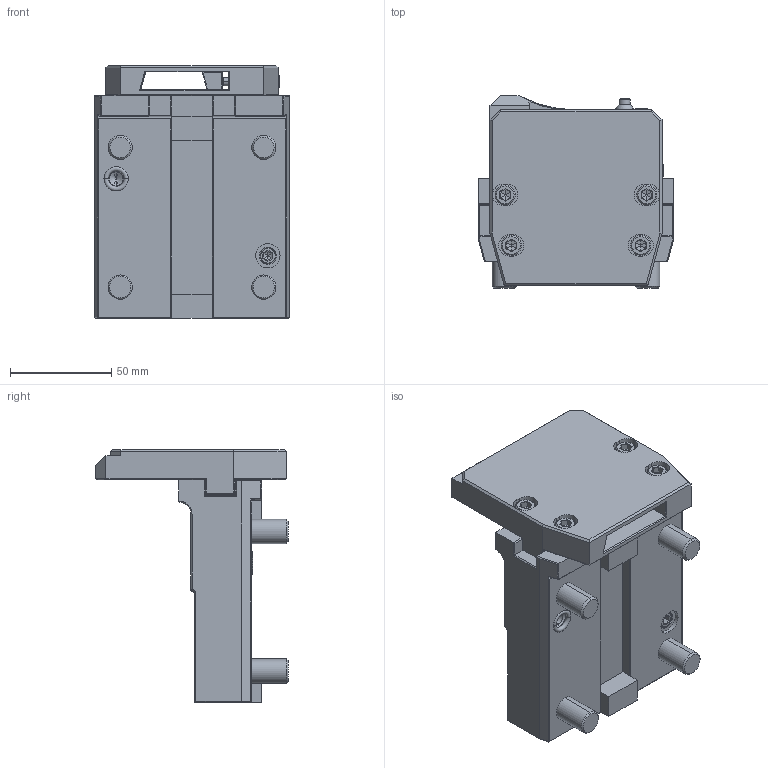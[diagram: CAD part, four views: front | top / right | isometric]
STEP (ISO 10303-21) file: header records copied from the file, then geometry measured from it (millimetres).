
FILE_DESCRIPTION((''),'2;1');
FILE_NAME('NGT_CR_65_32_NT','2021-01-13T',('vali'),('NOVA GRUP'),'PRO/ENGINEER BY PARAMETRIC TECHNOLOGY CORPORATION, 2010280','PRO/ENGINEER BY PARAMETRIC TECHNOLOGY CORPORATION, 2010280','');
FILE_SCHEMA(('CONFIG_CONTROL_DESIGN'));
Length unit declared in the file: millimetre
Products named in the file (1): NGT_CR_65_32_NT
Bounding box: 96 x 95 x 125 mm (x, y, z)
Volume: 352750.1 mm3; surface area: 68731.9 mm2
Topology: 1 solids, 1 shells, 486 faces, 1189 edges, 708 vertices
Faces by surface type: plane 290, cylinder 116, cone 44, bspline 23, torus 11, sphere 2
Entity records: 15047 total; most frequent: CARTESIAN_POINT 3905, ORIENTED_EDGE 2338, DIRECTION 2173, EDGE_CURVE 1169, VECTOR 853, LINE 853, VERTEX_POINT 708, AXIS2_PLACEMENT_3D 660
